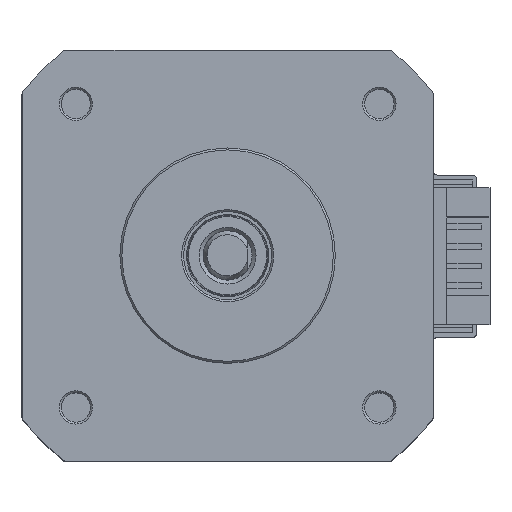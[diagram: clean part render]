
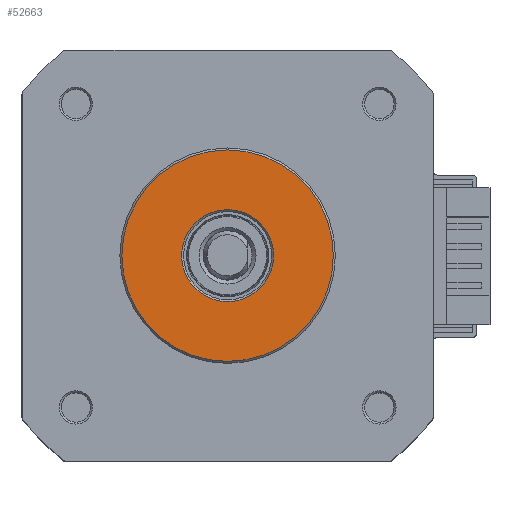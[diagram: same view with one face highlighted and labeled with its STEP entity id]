
A CAD part, top view. The second image highlights one B-rep face of the part: STEP entity #52663.
In plain terms, the highlighted planar face has unit normal (0, 0, 1).
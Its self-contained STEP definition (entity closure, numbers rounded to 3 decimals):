
#52113 = CONICAL_SURFACE('',#52114,11.,0.785);
#52114 = AXIS2_PLACEMENT_3D('',#52115,#52116,#52117);
#52115 = CARTESIAN_POINT('',(0.,0.,9.8));
#52116 = DIRECTION('',(-0.,-0.,-1.));
#52117 = DIRECTION('',(1.,0.,0.));
#52477 = VERTEX_POINT('',#52478);
#52478 = CARTESIAN_POINT('',(10.8,0.,10.));
#52501 = EDGE_CURVE('',#52477,#52477,#52502,.T.);
#52502 = SURFACE_CURVE('',#52503,(#52508,#52515),.PCURVE_S1.);
#52503 = CIRCLE('',#52504,10.8);
#52504 = AXIS2_PLACEMENT_3D('',#52505,#52506,#52507);
#52505 = CARTESIAN_POINT('',(0.,0.,10.));
#52506 = DIRECTION('',(0.,0.,1.));
#52507 = DIRECTION('',(1.,0.,0.));
#52508 = PCURVE('',#52113,#52509);
#52509 = DEFINITIONAL_REPRESENTATION('',(#52510),#52514);
#52510 = LINE('',#52511,#52512);
#52511 = CARTESIAN_POINT('',(-0.,-0.2));
#52512 = VECTOR('',#52513,1.);
#52513 = DIRECTION('',(-1.,-0.));
#52514 = ( GEOMETRIC_REPRESENTATION_CONTEXT(2) 
PARAMETRIC_REPRESENTATION_CONTEXT() REPRESENTATION_CONTEXT('2D SPACE',''
  ) );
#52515 = PCURVE('',#52516,#52521);
#52516 = PLANE('',#52517);
#52517 = AXIS2_PLACEMENT_3D('',#52518,#52519,#52520);
#52518 = CARTESIAN_POINT('',(0.,0.,10.
    ));
#52519 = DIRECTION('',(0.,0.,1.));
#52520 = DIRECTION('',(1.,0.,0.));
#52521 = DEFINITIONAL_REPRESENTATION('',(#52522),#52526);
#52522 = CIRCLE('',#52523,10.8);
#52523 = AXIS2_PLACEMENT_2D('',#52524,#52525);
#52524 = CARTESIAN_POINT('',(0.,0.));
#52525 = DIRECTION('',(1.,0.));
#52526 = ( GEOMETRIC_REPRESENTATION_CONTEXT(2) 
PARAMETRIC_REPRESENTATION_CONTEXT() REPRESENTATION_CONTEXT('2D SPACE',''
  ) );
#52663 = ADVANCED_FACE('',(#52664,#52667),#52516,.T.);
#52664 = FACE_BOUND('',#52665,.T.);
#52665 = EDGE_LOOP('',(#52666));
#52666 = ORIENTED_EDGE('',*,*,#52501,.T.);
#52667 = FACE_BOUND('',#52668,.T.);
#52668 = EDGE_LOOP('',(#52669));
#52669 = ORIENTED_EDGE('',*,*,#52670,.F.);
#52670 = EDGE_CURVE('',#52671,#52671,#52673,.T.);
#52671 = VERTEX_POINT('',#52672);
#52672 = CARTESIAN_POINT('',(4.7,0.,10.));
#52673 = SURFACE_CURVE('',#52674,(#52679,#52686),.PCURVE_S1.);
#52674 = CIRCLE('',#52675,4.7);
#52675 = AXIS2_PLACEMENT_3D('',#52676,#52677,#52678);
#52676 = CARTESIAN_POINT('',(0.,0.,10.));
#52677 = DIRECTION('',(0.,0.,1.));
#52678 = DIRECTION('',(1.,0.,0.));
#52679 = PCURVE('',#52516,#52680);
#52680 = DEFINITIONAL_REPRESENTATION('',(#52681),#52685);
#52681 = CIRCLE('',#52682,4.7);
#52682 = AXIS2_PLACEMENT_2D('',#52683,#52684);
#52683 = CARTESIAN_POINT('',(0.,0.));
#52684 = DIRECTION('',(1.,0.));
#52685 = ( GEOMETRIC_REPRESENTATION_CONTEXT(2) 
PARAMETRIC_REPRESENTATION_CONTEXT() REPRESENTATION_CONTEXT('2D SPACE',''
  ) );
#52686 = PCURVE('',#52687,#52692);
#52687 = CONICAL_SURFACE('',#52688,4.5,0.785);
#52688 = AXIS2_PLACEMENT_3D('',#52689,#52690,#52691);
#52689 = CARTESIAN_POINT('',(0.,0.,9.8));
#52690 = DIRECTION('',(0.,0.,1.));
#52691 = DIRECTION('',(1.,0.,0.));
#52692 = DEFINITIONAL_REPRESENTATION('',(#52693),#52697);
#52693 = LINE('',#52694,#52695);
#52694 = CARTESIAN_POINT('',(-0.,0.2));
#52695 = VECTOR('',#52696,1.);
#52696 = DIRECTION('',(1.,-0.));
#52697 = ( GEOMETRIC_REPRESENTATION_CONTEXT(2) 
PARAMETRIC_REPRESENTATION_CONTEXT() REPRESENTATION_CONTEXT('2D SPACE',''
  ) );
